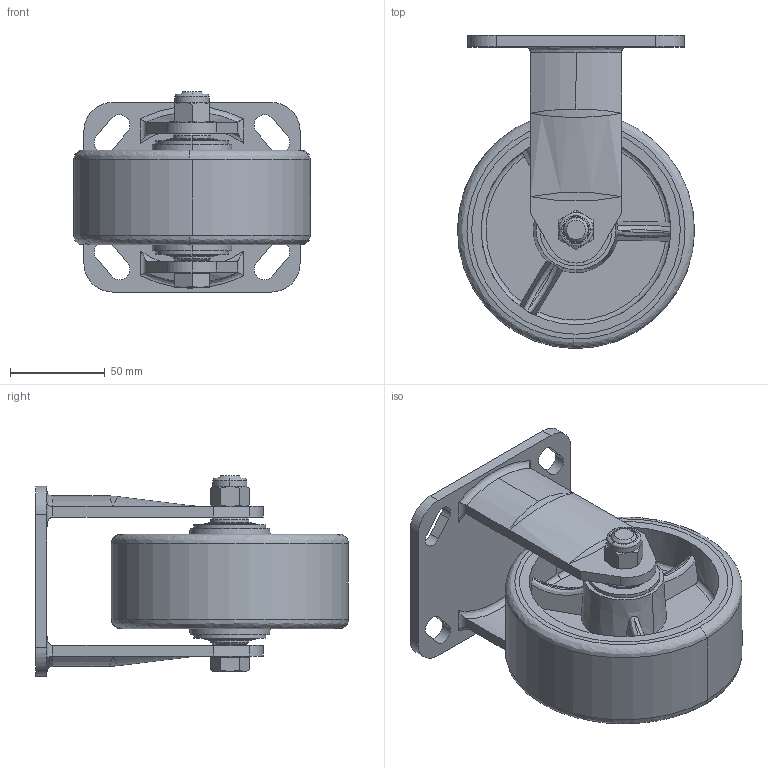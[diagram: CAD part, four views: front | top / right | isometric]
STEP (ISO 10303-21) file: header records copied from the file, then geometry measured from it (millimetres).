
FILE_DESCRIPTION (( 'STEP AP203' ), '1' );
FILE_NAME ('R5545.STEP', '2020-02-24T05:51:55', ( '' ), ( '' ), 'SwSTEP 2.0', 'SolidWorks 2013', '' );
FILE_SCHEMA (( 'CONFIG_CONTROL_DESIGN' ));
Length unit declared in the file: millimetre
Products named in the file (1): R5545
Bounding box: 124.99 x 165 x 105.51 mm (x, y, z)
Volume: 458551.1 mm3; surface area: 169441.8 mm2
Topology: 8 solids, 8 shells, 265 faces, 661 edges, 417 vertices
Faces by surface type: plane 91, cylinder 85, bspline 46, cone 43
Entity records: 12581 total; most frequent: CARTESIAN_POINT 6606, ORIENTED_EDGE 1298, DIRECTION 1125, EDGE_CURVE 649, AXIS2_PLACEMENT_3D 455, VERTEX_POINT 417, EDGE_LOOP 306, FACE_OUTER_BOUND 265
